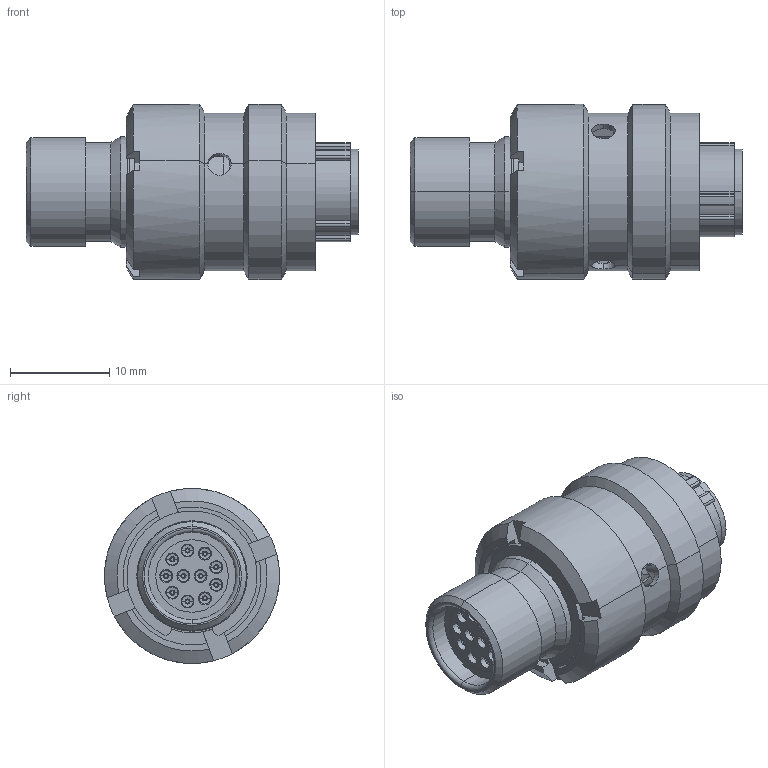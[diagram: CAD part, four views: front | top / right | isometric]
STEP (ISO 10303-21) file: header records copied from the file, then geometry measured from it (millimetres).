
FILE_DESCRIPTION (( 'STEP AP214' ), '1' );
FILE_NAME ('ASDD608-11PN.STEP', '2015-06-01T09:41:53', ( 'TE Connectivity' ), ( 'TE Connectivity' ), 'SwSTEP 2.0', 'SolidWorks 2014', '' );
FILE_SCHEMA (( 'AUTOMOTIVE_DESIGN' ));
Length unit declared in the file: millimetre
Products named in the file (1): ASDD608-11PN
Bounding box: 33.37 x 17.6 x 17.6 mm (x, y, z)
Volume: 3377.4 mm3; surface area: 6562.6 mm2
Topology: 30 solids, 30 shells, 961 faces, 2383 edges, 1510 vertices
Faces by surface type: cylinder 352, plane 323, torus 146, cone 102, sphere 26, bspline 12
Entity records: 43590 total; most frequent: CARTESIAN_POINT 10674, ORIENTED_EDGE 4654, DIRECTION 4528, EDGE_CURVE 2327, AXIS2_PLACEMENT_3D 1922, VERTEX_POINT 1480, EDGE_LOOP 1095, UNCERTAINTY_MEASURE_WITH_UNIT 993
